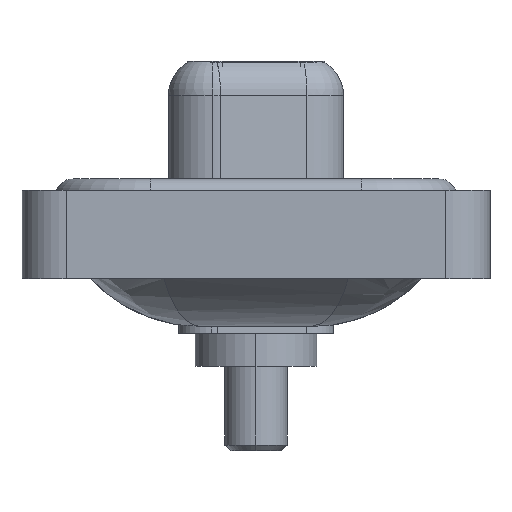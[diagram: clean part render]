
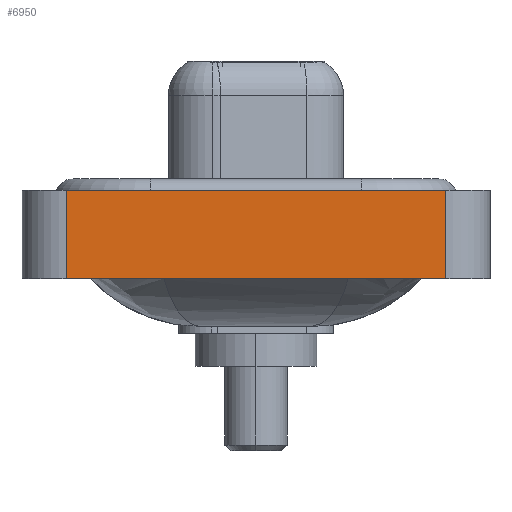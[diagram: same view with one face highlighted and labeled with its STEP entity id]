
A CAD part, left-side view. The second image highlights one B-rep face of the part: STEP entity #6950.
In plain terms, the highlighted planar face has unit normal (-1, 0, 0).
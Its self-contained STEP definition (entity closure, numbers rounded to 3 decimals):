
#300 = ORIENTED_EDGE ( 'NONE', *, *, #16440, .T. ) ;
#390 = ORIENTED_EDGE ( 'NONE', *, *, #5245, .F. ) ;
#1008 = LINE ( 'NONE', #15233, #3893 ) ;
#1361 = EDGE_CURVE ( 'NONE', #11272, #14987, #1560, .T. ) ;
#1560 = LINE ( 'NONE', #15777, #8413 ) ;
#3046 = VERTEX_POINT ( 'NONE', #13921 ) ;
#3129 = LINE ( 'NONE', #3306, #13738 ) ;
#3306 = CARTESIAN_POINT ( 'NONE',  ( -7.35, -8.55, 0.4 ) ) ;
#3893 = VECTOR ( 'NONE', #13802, 1000. ) ;
#4608 = DIRECTION ( 'NONE',  ( 0., 0., 1. ) ) ;
#4795 = FACE_OUTER_BOUND ( 'NONE', #7930, .T. ) ;
#5245 = EDGE_CURVE ( 'NONE', #11272, #13046, #1008, .T. ) ;
#6696 = DIRECTION ( 'NONE',  ( 0., -1., 0. ) ) ;
#6950 = ADVANCED_FACE ( 'NONE', ( #4795 ), #9988, .T. ) ;
#7208 = LINE ( 'NONE', #16115, #16413 ) ;
#7445 = CARTESIAN_POINT ( 'NONE',  ( -7.35, 8.55, -3.6 ) ) ;
#7547 = DIRECTION ( 'NONE',  ( 0., 0., 1. ) ) ;
#7930 = EDGE_LOOP ( 'NONE', ( #300, #11987, #390, #15773 ) ) ;
#8413 = VECTOR ( 'NONE', #6696, 1000. ) ;
#8731 = DIRECTION ( 'NONE',  ( -1., 0., 0. ) ) ;
#9988 = PLANE ( 'NONE',  #16431 ) ;
#10873 = CARTESIAN_POINT ( 'NONE',  ( -7.35, 8.55, 0.4 ) ) ;
#11272 = VERTEX_POINT ( 'NONE', #7445 ) ;
#11987 = ORIENTED_EDGE ( 'NONE', *, *, #14770, .F. ) ;
#13046 = VERTEX_POINT ( 'NONE', #10873 ) ;
#13738 = VECTOR ( 'NONE', #15823, 1000. ) ;
#13802 = DIRECTION ( 'NONE',  ( 0., 0., 1. ) ) ;
#13921 = CARTESIAN_POINT ( 'NONE',  ( -7.35, -8.55, 0.4 ) ) ;
#14049 = CARTESIAN_POINT ( 'NONE',  ( -7.35, -8.55, -3.6 ) ) ;
#14770 = EDGE_CURVE ( 'NONE', #13046, #3046, #3129, .T. ) ;
#14987 = VERTEX_POINT ( 'NONE', #14049 ) ;
#15211 = CARTESIAN_POINT ( 'NONE',  ( -7.35, -8.55, -3.6 ) ) ;
#15233 = CARTESIAN_POINT ( 'NONE',  ( -7.35, 8.55, -3.6 ) ) ;
#15773 = ORIENTED_EDGE ( 'NONE', *, *, #1361, .T. ) ;
#15777 = CARTESIAN_POINT ( 'NONE',  ( -7.35, -8.55, -3.6 ) ) ;
#15823 = DIRECTION ( 'NONE',  ( 0., -1., 0. ) ) ;
#16115 = CARTESIAN_POINT ( 'NONE',  ( -7.35, -8.55, -3.6 ) ) ;
#16413 = VECTOR ( 'NONE', #4608, 1000. ) ;
#16431 = AXIS2_PLACEMENT_3D ( 'NONE', #15211, #8731, #7547 ) ;
#16440 = EDGE_CURVE ( 'NONE', #14987, #3046, #7208, .T. ) ;
